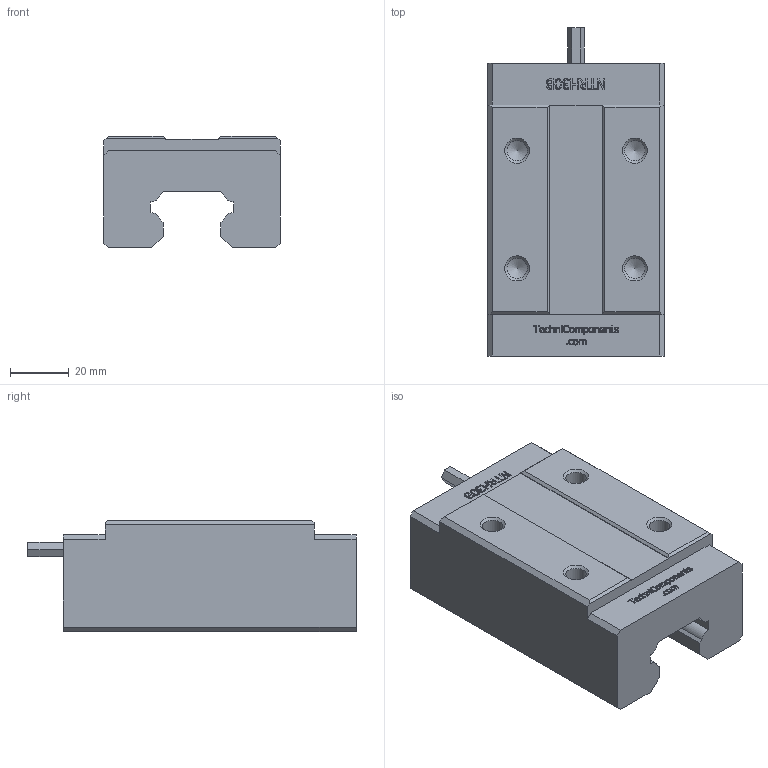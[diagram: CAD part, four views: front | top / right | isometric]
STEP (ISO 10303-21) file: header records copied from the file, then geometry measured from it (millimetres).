
FILE_DESCRIPTION(/* description */ ('https://www.lineairgeleidingshop.com/nr_154_newton-loopwagen-compact-30mm-1-stuks_L100-NTRH30B-001'),/* implementation_level */ '2;1');
FILE_NAME(/* name */ 'L100-NTRH30B-001.stp',/* time_stamp */ '2017-12-19T10:29:41+01:00',/* author */ ('JvDrunen'),/* organization */ (''),/* preprocessor_version */ 'ST-DEVELOPER v16.5',/* originating_system */ 'Autodesk Inventor 2017',/* authorisation */ '');
FILE_SCHEMA (('AUTOMOTIVE_DESIGN { 1 0 10303 214 3 1 1 }'));
Length unit declared in the file: millimetre
Products named in the file (1): Q100109
Bounding box: 60 x 111.5 x 38 mm (x, y, z)
Volume: 171012 mm3; surface area: 28072.9 mm2
Topology: 1 solids, 1 shells, 495 faces, 1350 edges, 896 vertices
Faces by surface type: plane 263, bspline 216, cone 8, cylinder 8
Full cylindrical faces by diameter (mm): 6.917 x4
Entity records: 16538 total; most frequent: CARTESIAN_POINT 5530, ORIENTED_EDGE 2668, DIRECTION 1482, EDGE_CURVE 1334, VERTEX_POINT 892, LINE 882, VECTOR 882, EDGE_LOOP 546
